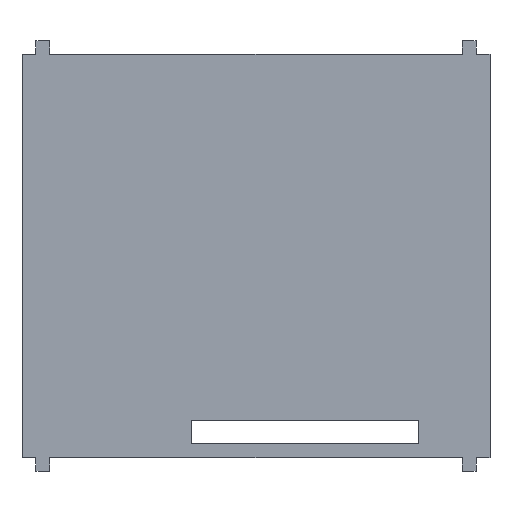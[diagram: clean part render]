
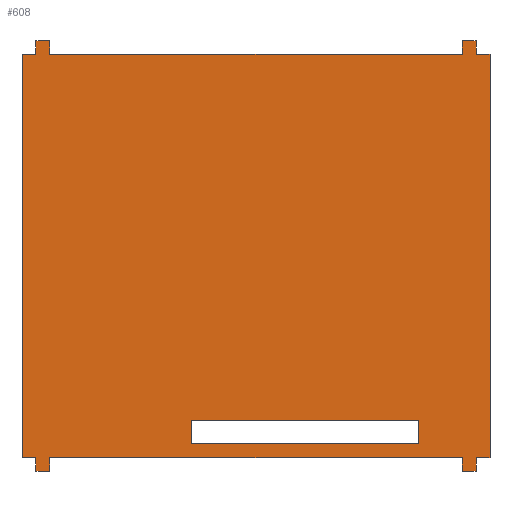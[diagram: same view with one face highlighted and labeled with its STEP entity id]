
A CAD part, front view. The second image highlights one B-rep face of the part: STEP entity #608.
In plain terms, the highlighted planar face has unit normal (0, -1, 0).
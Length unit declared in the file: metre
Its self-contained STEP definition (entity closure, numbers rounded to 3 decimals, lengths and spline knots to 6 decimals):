
#59=ORIENTED_EDGE('',*,*,#221,.T.);
#60=ORIENTED_EDGE('',*,*,#222,.T.);
#61=ORIENTED_EDGE('',*,*,#223,.F.);
#62=ORIENTED_EDGE('',*,*,#224,.F.);
#63=ORIENTED_EDGE('',*,*,#211,.T.);
#64=ORIENTED_EDGE('',*,*,#225,.F.);
#65=ORIENTED_EDGE('',*,*,#226,.T.);
#66=ORIENTED_EDGE('',*,*,#227,.T.);
#67=ORIENTED_EDGE('',*,*,#207,.T.);
#68=ORIENTED_EDGE('',*,*,#228,.F.);
#69=ORIENTED_EDGE('',*,*,#229,.T.);
#70=ORIENTED_EDGE('',*,*,#230,.T.);
#71=ORIENTED_EDGE('',*,*,#204,.T.);
#72=ORIENTED_EDGE('',*,*,#220,.T.);
#73=ORIENTED_EDGE('',*,*,#195,.F.);
#74=ORIENTED_EDGE('',*,*,#231,.F.);
#75=ORIENTED_EDGE('',*,*,#232,.F.);
#76=ORIENTED_EDGE('',*,*,#233,.T.);
#77=ORIENTED_EDGE('',*,*,#200,.F.);
#78=ORIENTED_EDGE('',*,*,#234,.F.);
#79=ORIENTED_EDGE('',*,*,#235,.F.);
#80=ORIENTED_EDGE('',*,*,#236,.T.);
#81=ORIENTED_EDGE('',*,*,#218,.F.);
#82=ORIENTED_EDGE('',*,*,#214,.F.);
#195=EDGE_CURVE('',#278,#279,#336,.T.);
#200=EDGE_CURVE('',#283,#281,#341,.T.);
#204=EDGE_CURVE('',#285,#287,#345,.T.);
#207=EDGE_CURVE('',#291,#290,#348,.T.);
#211=EDGE_CURVE('',#295,#294,#352,.T.);
#214=EDGE_CURVE('',#295,#297,#355,.T.);
#218=EDGE_CURVE('',#297,#299,#359,.T.);
#220=EDGE_CURVE('',#287,#279,#361,.T.);
#221=EDGE_CURVE('',#300,#301,#362,.T.);
#222=EDGE_CURVE('',#301,#302,#363,.T.);
#223=EDGE_CURVE('',#303,#302,#364,.T.);
#224=EDGE_CURVE('',#300,#303,#365,.T.);
#225=EDGE_CURVE('',#304,#294,#366,.T.);
#226=EDGE_CURVE('',#304,#305,#367,.T.);
#227=EDGE_CURVE('',#305,#291,#368,.T.);
#228=EDGE_CURVE('',#306,#290,#369,.T.);
#229=EDGE_CURVE('',#306,#307,#370,.T.);
#230=EDGE_CURVE('',#307,#285,#371,.T.);
#231=EDGE_CURVE('',#308,#278,#372,.T.);
#232=EDGE_CURVE('',#309,#308,#373,.T.);
#233=EDGE_CURVE('',#309,#281,#374,.T.);
#234=EDGE_CURVE('',#310,#283,#375,.T.);
#235=EDGE_CURVE('',#311,#310,#376,.T.);
#236=EDGE_CURVE('',#311,#299,#377,.T.);
#278=VERTEX_POINT('',#864);
#279=VERTEX_POINT('',#866);
#281=VERTEX_POINT('',#871);
#283=VERTEX_POINT('',#875);
#285=VERTEX_POINT('',#880);
#287=VERTEX_POINT('',#884);
#290=VERTEX_POINT('',#891);
#291=VERTEX_POINT('',#893);
#294=VERTEX_POINT('',#900);
#295=VERTEX_POINT('',#902);
#297=VERTEX_POINT('',#908);
#299=VERTEX_POINT('',#913);
#300=VERTEX_POINT('',#921);
#301=VERTEX_POINT('',#922);
#302=VERTEX_POINT('',#924);
#303=VERTEX_POINT('',#926);
#304=VERTEX_POINT('',#929);
#305=VERTEX_POINT('',#931);
#306=VERTEX_POINT('',#934);
#307=VERTEX_POINT('',#936);
#308=VERTEX_POINT('',#939);
#309=VERTEX_POINT('',#941);
#310=VERTEX_POINT('',#944);
#311=VERTEX_POINT('',#946);
#336=LINE('',#865,#409);
#341=LINE('',#876,#414);
#345=LINE('',#885,#418);
#348=LINE('',#892,#421);
#352=LINE('',#901,#425);
#355=LINE('',#907,#428);
#359=LINE('',#915,#432);
#361=LINE('',#918,#434);
#362=LINE('',#920,#435);
#363=LINE('',#923,#436);
#364=LINE('',#925,#437);
#365=LINE('',#927,#438);
#366=LINE('',#928,#439);
#367=LINE('',#930,#440);
#368=LINE('',#932,#441);
#369=LINE('',#933,#442);
#370=LINE('',#935,#443);
#371=LINE('',#937,#444);
#372=LINE('',#938,#445);
#373=LINE('',#940,#446);
#374=LINE('',#942,#447);
#375=LINE('',#943,#448);
#376=LINE('',#945,#449);
#377=LINE('',#947,#450);
#409=VECTOR('',#699,1.);
#414=VECTOR('',#706,1.);
#418=VECTOR('',#712,1.);
#421=VECTOR('',#717,1.);
#425=VECTOR('',#723,1.);
#428=VECTOR('',#728,1.);
#432=VECTOR('',#734,1.);
#434=VECTOR('',#738,1.);
#435=VECTOR('',#741,1.);
#436=VECTOR('',#742,1.);
#437=VECTOR('',#743,1.);
#438=VECTOR('',#744,1.);
#439=VECTOR('',#745,1.);
#440=VECTOR('',#746,1.);
#441=VECTOR('',#747,1.);
#442=VECTOR('',#748,1.);
#443=VECTOR('',#749,1.);
#444=VECTOR('',#750,1.);
#445=VECTOR('',#751,1.);
#446=VECTOR('',#752,1.);
#447=VECTOR('',#753,1.);
#448=VECTOR('',#754,1.);
#449=VECTOR('',#755,1.);
#450=VECTOR('',#756,1.);
#488=EDGE_LOOP('',(#59,#60,#61,#62));
#489=EDGE_LOOP('',(#63,#64,#65,#66,#67,#68,#69,#70,#71,#72,#73,#74,#75,
#76,#77,#78,#79,#80,#81,#82));
#533=FACE_BOUND('',#488,.T.);
#534=FACE_BOUND('',#489,.T.);
#578=PLANE('',#656);
#608=ADVANCED_FACE('',(#533,#534),#578,.F.);
#656=AXIS2_PLACEMENT_3D('',#919,#739,#740);
#699=DIRECTION('',(1.,0.,0.));
#706=DIRECTION('',(1.,0.,0.));
#712=DIRECTION('',(1.,0.,0.));
#717=DIRECTION('',(1.,0.,0.));
#723=DIRECTION('',(1.,0.,0.));
#728=DIRECTION('',(0.,0.,1.));
#734=DIRECTION('',(1.,0.,0.));
#738=DIRECTION('',(0.,0.,1.));
#739=DIRECTION('',(0.,1.,0.));
#740=DIRECTION('',(1.,0.,0.));
#741=DIRECTION('',(0.,0.,1.));
#742=DIRECTION('',(1.,0.,0.));
#743=DIRECTION('',(0.,0.,1.));
#744=DIRECTION('',(1.,0.,0.));
#745=DIRECTION('',(0.,0.,1.));
#746=DIRECTION('',(1.,0.,0.));
#747=DIRECTION('',(0.,0.,1.));
#748=DIRECTION('',(0.,0.,1.));
#749=DIRECTION('',(1.,0.,0.));
#750=DIRECTION('',(0.,0.,1.));
#751=DIRECTION('',(0.,0.,-1.));
#752=DIRECTION('',(1.,0.,0.));
#753=DIRECTION('',(0.,0.,-1.));
#754=DIRECTION('',(0.,0.,-1.));
#755=DIRECTION('',(1.,0.,0.));
#756=DIRECTION('',(0.,0.,-1.));
#864=CARTESIAN_POINT('',(0.0475,-0.003,0.0435));
#865=CARTESIAN_POINT('',(0.,-0.003,0.0435));
#866=CARTESIAN_POINT('',(0.0505,-0.003,0.0435));
#871=CARTESIAN_POINT('',(0.0445,-0.003,0.0435));
#875=CARTESIAN_POINT('',(-0.0445,-0.003,0.0435));
#876=CARTESIAN_POINT('',(0.,-0.003,0.0435));
#880=CARTESIAN_POINT('',(0.0475,-0.003,-0.0435));
#884=CARTESIAN_POINT('',(0.0505,-0.003,-0.0435));
#885=CARTESIAN_POINT('',(0.,-0.003,-0.0435));
#891=CARTESIAN_POINT('',(0.0445,-0.003,-0.0435));
#892=CARTESIAN_POINT('',(0.,-0.003,-0.0435));
#893=CARTESIAN_POINT('',(-0.0445,-0.003,-0.0435));
#900=CARTESIAN_POINT('',(-0.0475,-0.003,-0.0435));
#901=CARTESIAN_POINT('',(0.,-0.003,-0.0435));
#902=CARTESIAN_POINT('',(-0.0505,-0.003,-0.0435));
#907=CARTESIAN_POINT('',(-0.0505,-0.003,0.));
#908=CARTESIAN_POINT('',(-0.0505,-0.003,0.0435));
#913=CARTESIAN_POINT('',(-0.0475,-0.003,0.0435));
#915=CARTESIAN_POINT('',(0.,-0.003,0.0435));
#918=CARTESIAN_POINT('',(0.0505,-0.003,0.));
#919=CARTESIAN_POINT('',(0.,-0.003,0.));
#920=CARTESIAN_POINT('',(-0.014,-0.003,0.));
#921=CARTESIAN_POINT('',(-0.014,-0.003,-0.0405));
#922=CARTESIAN_POINT('',(-0.014,-0.003,-0.0355));
#923=CARTESIAN_POINT('',(0.,-0.003,-0.0355));
#924=CARTESIAN_POINT('',(0.035,-0.003,-0.0355));
#925=CARTESIAN_POINT('',(0.035,-0.003,0.));
#926=CARTESIAN_POINT('',(0.035,-0.003,-0.0405));
#927=CARTESIAN_POINT('',(0.,-0.003,-0.0405));
#928=CARTESIAN_POINT('',(-0.0475,-0.003,-0.0465));
#929=CARTESIAN_POINT('',(-0.0475,-0.003,-0.0465));
#930=CARTESIAN_POINT('',(0.,-0.003,-0.0465));
#931=CARTESIAN_POINT('',(-0.0445,-0.003,-0.0465));
#932=CARTESIAN_POINT('',(-0.0445,-0.003,-0.0465));
#933=CARTESIAN_POINT('',(0.0445,-0.003,-0.0465));
#934=CARTESIAN_POINT('',(0.0445,-0.003,-0.0465));
#935=CARTESIAN_POINT('',(0.,-0.003,-0.0465));
#936=CARTESIAN_POINT('',(0.0475,-0.003,-0.0465));
#937=CARTESIAN_POINT('',(0.0475,-0.003,-0.0465));
#938=CARTESIAN_POINT('',(0.0475,-0.003,0.0465));
#939=CARTESIAN_POINT('',(0.0475,-0.003,0.0465));
#940=CARTESIAN_POINT('',(0.,-0.003,0.0465));
#941=CARTESIAN_POINT('',(0.0445,-0.003,0.0465));
#942=CARTESIAN_POINT('',(0.0445,-0.003,0.0465));
#943=CARTESIAN_POINT('',(-0.0445,-0.003,0.0465));
#944=CARTESIAN_POINT('',(-0.0445,-0.003,0.0465));
#945=CARTESIAN_POINT('',(0.,-0.003,0.0465));
#946=CARTESIAN_POINT('',(-0.0475,-0.003,0.0465));
#947=CARTESIAN_POINT('',(-0.0475,-0.003,0.0465));
